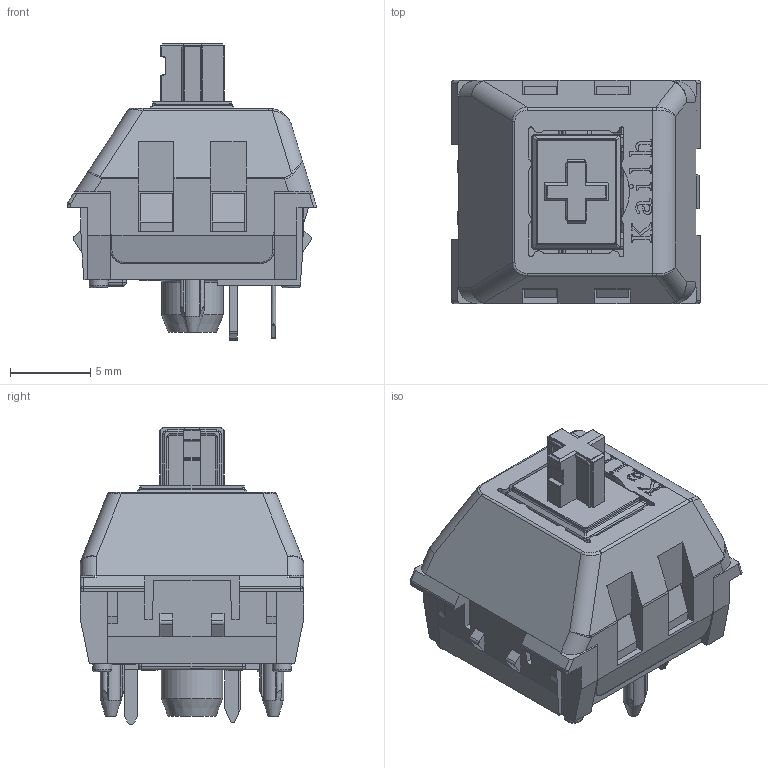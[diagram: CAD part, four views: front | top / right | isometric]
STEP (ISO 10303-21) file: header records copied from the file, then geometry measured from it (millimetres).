
FILE_DESCRIPTION(('FreeCAD Model'),'2;1');
FILE_NAME('Open CASCADE Shape Model','2025-03-01T13:29:24',(''),(''), 'Open CASCADE STEP processor 7.8','FreeCAD','Unknown');
FILE_SCHEMA(('AUTOMOTIVE_DESIGN { 1 0 10303 214 1 1 1 1 }'));
Length unit declared in the file: millimetre
Products named in the file (7): Kailh Polia v86; Kailh Polia; Housing; ThickContact; SpringContact; Stem; Lid
Assembly tree (6 placements, depth 3):
  Kailh Polia v86
    Kailh Polia
      Housing
      ThickContact
      SpringContact
      Stem
      Lid
Bounding box: 15.6 x 13.95 x 18.55 mm (x, y, z)
Volume: 1273.3 mm3; surface area: 3086.7 mm2
Topology: 5 solids, 5 shells, 1715 faces, 4391 edges, 2699 vertices
Faces by surface type: plane 704, cylinder 582, bspline 237, sphere 94, torus 92, cone 6
Full cylindrical faces by diameter (mm): 1.2 x3, 1.5 x2, 1.95 x1, 2.1 x1, 3.2 x1, 3.85 x1, 4.05 x1
Entity records: 54530 total; most frequent: CARTESIAN_POINT 13575, ORIENTED_EDGE 8770, DIRECTION 8201, EDGE_CURVE 4385, AXIS2_PLACEMENT_3D 2765, VERTEX_POINT 2699, LINE 2671, VECTOR 2671
